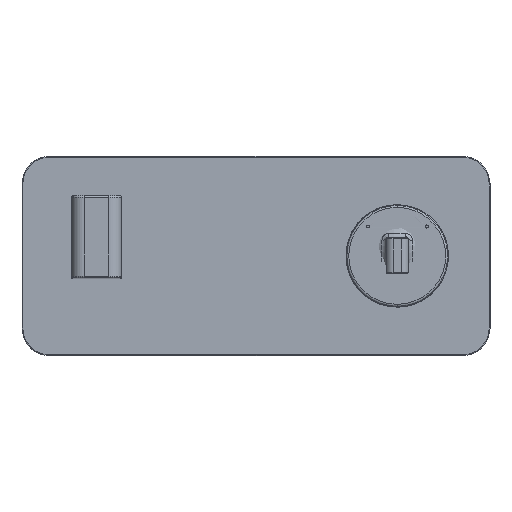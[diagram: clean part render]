
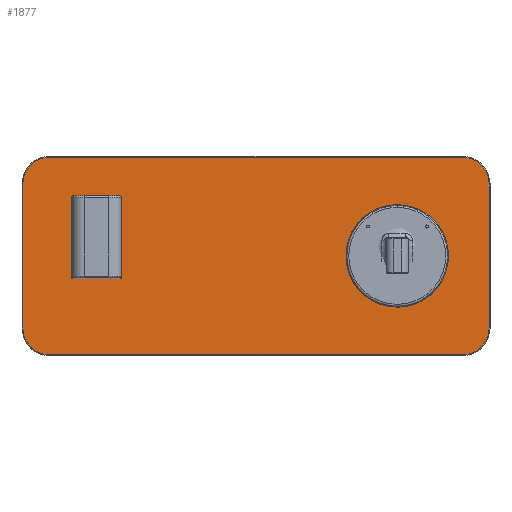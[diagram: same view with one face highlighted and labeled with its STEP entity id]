
A CAD part, top view. The second image highlights one B-rep face of the part: STEP entity #1877.
In plain terms, the highlighted planar face has unit normal (0, 0, 1).
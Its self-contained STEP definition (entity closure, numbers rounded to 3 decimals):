
#1416=CARTESIAN_POINT('',(-16.9,-32.6,0.));
#1417=DIRECTION('',(0.,0.,1.));
#1418=DIRECTION('',(-1.,0.,0.));
#1419=AXIS2_PLACEMENT_3D('',#1416,#1417,#1418);
#1421=DIRECTION('',(0.,-1.,0.));
#1422=VECTOR('',#1421,52.);
#1423=CARTESIAN_POINT('',(-26.6,19.4,0.));
#1424=LINE('',#1423,#1422);
#1425=CARTESIAN_POINT('',(-16.9,19.4,0.));
#1426=DIRECTION('',(0.,0.,1.));
#1427=DIRECTION('',(0.,1.,0.));
#1428=AXIS2_PLACEMENT_3D('',#1425,#1426,#1427);
#1430=DIRECTION('',(-1.,0.,0.));
#1431=VECTOR('',#1430,149.);
#1432=CARTESIAN_POINT('',(132.1,29.1,0.));
#1433=LINE('',#1432,#1431);
#1434=CARTESIAN_POINT('',(132.1,19.4,0.));
#1435=DIRECTION('',(0.,0.,1.));
#1436=DIRECTION('',(1.,0.,0.));
#1437=AXIS2_PLACEMENT_3D('',#1434,#1435,#1436);
#1439=DIRECTION('',(0.,1.,0.));
#1440=VECTOR('',#1439,52.);
#1441=CARTESIAN_POINT('',(141.8,-32.6,0.));
#1442=LINE('',#1441,#1440);
#1443=CARTESIAN_POINT('',(132.1,-32.6,0.));
#1444=DIRECTION('',(0.,0.,1.));
#1445=DIRECTION('',(0.,-1.,0.));
#1446=AXIS2_PLACEMENT_3D('',#1443,#1444,#1445);
#1448=DIRECTION('',(1.,0.,0.));
#1449=VECTOR('',#1448,149.);
#1450=CARTESIAN_POINT('',(-16.9,-42.3,0.));
#1451=LINE('',#1450,#1449);
#1751=CARTESIAN_POINT('',(-26.6,-32.6,0.));
#1752=CARTESIAN_POINT('',(-16.9,-42.3,0.));
#1753=VERTEX_POINT('',#1751);
#1754=VERTEX_POINT('',#1752);
#1759=CARTESIAN_POINT('',(132.1,-42.3,0.));
#1760=VERTEX_POINT('',#1759);
#1763=CARTESIAN_POINT('',(141.8,-32.6,0.));
#1764=VERTEX_POINT('',#1763);
#1767=CARTESIAN_POINT('',(141.8,19.4,0.));
#1768=VERTEX_POINT('',#1767);
#1771=CARTESIAN_POINT('',(132.1,29.1,0.));
#1772=VERTEX_POINT('',#1771);
#1775=CARTESIAN_POINT('',(-16.9,29.1,0.));
#1776=VERTEX_POINT('',#1775);
#1779=CARTESIAN_POINT('',(-26.6,19.4,0.));
#1780=VERTEX_POINT('',#1779);
#1855=CARTESIAN_POINT('',(57.6,-6.6,0.));
#1856=DIRECTION('',(0.,0.,1.));
#1857=DIRECTION('',(1.,0.,0.));
#1858=AXIS2_PLACEMENT_3D('',#1855,#1856,#1857);
#1859=PLANE('',#1858);
#1861=ORIENTED_EDGE('',*,*,#1860,.F.);
#1862=ORIENTED_EDGE('',*,*,#1844,.F.);
#1864=ORIENTED_EDGE('',*,*,#1863,.F.);
#1866=ORIENTED_EDGE('',*,*,#1865,.F.);
#1868=ORIENTED_EDGE('',*,*,#1867,.F.);
#1870=ORIENTED_EDGE('',*,*,#1869,.F.);
#1872=ORIENTED_EDGE('',*,*,#1871,.F.);
#1874=ORIENTED_EDGE('',*,*,#1873,.F.);
#1875=EDGE_LOOP('',(#1861,#1862,#1864,#1866,#1868,#1870,#1872,#1874));
#1876=FACE_OUTER_BOUND('',#1875,.F.);
#1877=ADVANCED_FACE('',(#1876),#1859,.T.);
#1420=CIRCLE('',#1419,9.7);
#1429=CIRCLE('',#1428,9.7);
#1438=CIRCLE('',#1437,9.7);
#1447=CIRCLE('',#1446,9.7);
#1844=EDGE_CURVE('',#1780,#1753,#1424,.T.);
#1860=EDGE_CURVE('',#1753,#1754,#1420,.T.);
#1863=EDGE_CURVE('',#1776,#1780,#1429,.T.);
#1865=EDGE_CURVE('',#1772,#1776,#1433,.T.);
#1867=EDGE_CURVE('',#1768,#1772,#1438,.T.);
#1869=EDGE_CURVE('',#1764,#1768,#1442,.T.);
#1871=EDGE_CURVE('',#1760,#1764,#1447,.T.);
#1873=EDGE_CURVE('',#1754,#1760,#1451,.T.);
